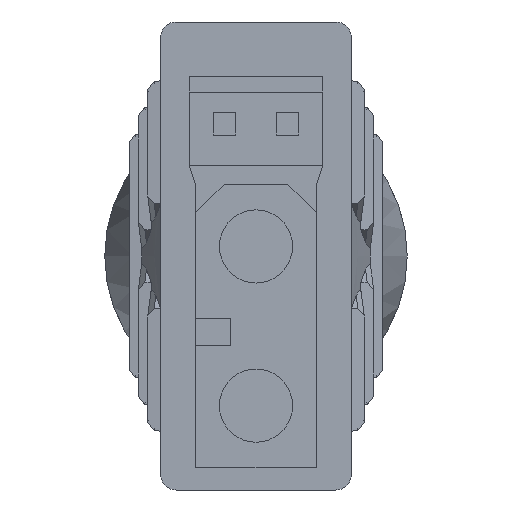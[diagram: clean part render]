
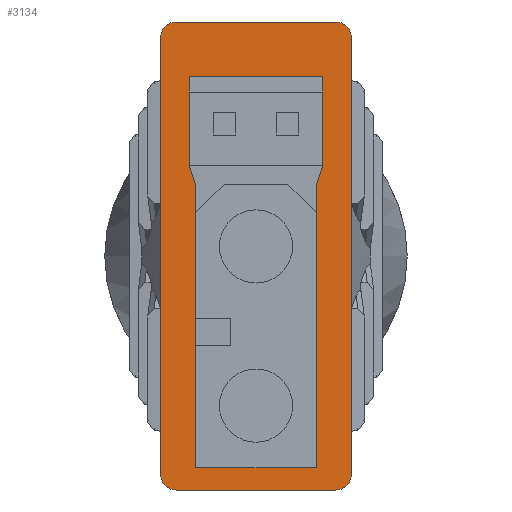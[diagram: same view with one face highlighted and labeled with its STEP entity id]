
A CAD part, left-side view. The second image highlights one B-rep face of the part: STEP entity #3134.
In plain terms, the highlighted planar face has unit normal (-1, 0, 0).
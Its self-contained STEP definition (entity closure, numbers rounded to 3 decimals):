
#73=FACE_BOUND('',#462,.T.);
#115=CIRCLE('',#3333,0.5);
#116=CIRCLE('',#3336,0.5);
#117=CIRCLE('',#3339,0.5);
#118=CIRCLE('',#3342,0.5);
#292=FACE_OUTER_BOUND('',#461,.T.);
#461=EDGE_LOOP('',(#2779,#2780,#2781,#2782,#2783,#2784,#2785,#2786));
#462=EDGE_LOOP('',(#2787,#2788,#2789,#2790,#2791,#2792,#2793,#2794));
#763=LINE('',#5424,#1131);
#770=LINE('',#5440,#1138);
#773=LINE('',#5449,#1141);
#811=LINE('',#5527,#1179);
#813=LINE('',#5531,#1181);
#816=LINE('',#5537,#1184);
#818=LINE('',#5541,#1186);
#824=LINE('',#5552,#1192);
#826=LINE('',#5556,#1194);
#828=LINE('',#5560,#1196);
#830=LINE('',#5563,#1198);
#831=LINE('',#5566,#1199);
#1131=VECTOR('',#4013,10.);
#1138=VECTOR('',#4026,10.);
#1141=VECTOR('',#4035,10.);
#1179=VECTOR('',#4093,10.);
#1181=VECTOR('',#4097,10.);
#1184=VECTOR('',#4104,10.);
#1186=VECTOR('',#4108,10.);
#1192=VECTOR('',#4122,10.);
#1194=VECTOR('',#4126,10.);
#1196=VECTOR('',#4130,10.);
#1198=VECTOR('',#4134,10.);
#1199=VECTOR('',#4139,10.);
#1448=VERTEX_POINT('',#5416);
#1449=VERTEX_POINT('',#5418);
#1450=VERTEX_POINT('',#5422);
#1455=VERTEX_POINT('',#5434);
#1456=VERTEX_POINT('',#5438);
#1457=VERTEX_POINT('',#5442);
#1458=VERTEX_POINT('',#5444);
#1459=VERTEX_POINT('',#5448);
#1488=VERTEX_POINT('',#5524);
#1489=VERTEX_POINT('',#5526);
#1490=VERTEX_POINT('',#5530);
#1491=VERTEX_POINT('',#5536);
#1492=VERTEX_POINT('',#5540);
#1493=VERTEX_POINT('',#5551);
#1494=VERTEX_POINT('',#5555);
#1495=VERTEX_POINT('',#5559);
#1862=EDGE_CURVE('',#1448,#1449,#115,.T.);
#1865=EDGE_CURVE('',#1448,#1450,#763,.T.);
#1870=EDGE_CURVE('',#1455,#1450,#116,.T.);
#1873=EDGE_CURVE('',#1455,#1456,#770,.T.);
#1875=EDGE_CURVE('',#1457,#1458,#117,.T.);
#1877=EDGE_CURVE('',#1459,#1458,#773,.T.);
#1879=EDGE_CURVE('',#1459,#1456,#118,.T.);
#1916=EDGE_CURVE('',#1489,#1488,#811,.T.);
#1918=EDGE_CURVE('',#1490,#1489,#813,.T.);
#1921=EDGE_CURVE('',#1491,#1490,#816,.T.);
#1923=EDGE_CURVE('',#1492,#1491,#818,.T.);
#1929=EDGE_CURVE('',#1493,#1492,#824,.T.);
#1931=EDGE_CURVE('',#1494,#1493,#826,.T.);
#1933=EDGE_CURVE('',#1495,#1494,#828,.T.);
#1935=EDGE_CURVE('',#1488,#1495,#830,.T.);
#1936=EDGE_CURVE('',#1457,#1449,#831,.T.);
#2779=ORIENTED_EDGE('',*,*,#1862,.F.);
#2780=ORIENTED_EDGE('',*,*,#1865,.T.);
#2781=ORIENTED_EDGE('',*,*,#1870,.F.);
#2782=ORIENTED_EDGE('',*,*,#1873,.T.);
#2783=ORIENTED_EDGE('',*,*,#1879,.F.);
#2784=ORIENTED_EDGE('',*,*,#1877,.T.);
#2785=ORIENTED_EDGE('',*,*,#1875,.F.);
#2786=ORIENTED_EDGE('',*,*,#1936,.T.);
#2787=ORIENTED_EDGE('',*,*,#1916,.T.);
#2788=ORIENTED_EDGE('',*,*,#1935,.T.);
#2789=ORIENTED_EDGE('',*,*,#1933,.T.);
#2790=ORIENTED_EDGE('',*,*,#1931,.T.);
#2791=ORIENTED_EDGE('',*,*,#1929,.T.);
#2792=ORIENTED_EDGE('',*,*,#1923,.T.);
#2793=ORIENTED_EDGE('',*,*,#1921,.T.);
#2794=ORIENTED_EDGE('',*,*,#1918,.T.);
#2973=PLANE('',#3364);
#3134=ADVANCED_FACE('',(#292,#73),#2973,.T.);
#3333=AXIS2_PLACEMENT_3D('',#5419,#4007,#4008);
#3336=AXIS2_PLACEMENT_3D('',#5435,#4020,#4021);
#3339=AXIS2_PLACEMENT_3D('',#5445,#4030,#4031);
#3342=AXIS2_PLACEMENT_3D('',#5452,#4039,#4040);
#3364=AXIS2_PLACEMENT_3D('',#5567,#4140,#4141);
#4007=DIRECTION('center_axis',(1.,0.,0.));
#4008=DIRECTION('ref_axis',(0.,0.707,-0.707));
#4013=DIRECTION('',(0.,-1.,0.));
#4020=DIRECTION('center_axis',(1.,0.,0.));
#4021=DIRECTION('ref_axis',(0.,-0.707,-0.707));
#4026=DIRECTION('',(0.,0.,1.));
#4030=DIRECTION('center_axis',(1.,0.,0.));
#4031=DIRECTION('ref_axis',(0.,0.707,0.707));
#4035=DIRECTION('',(0.,1.,0.));
#4039=DIRECTION('center_axis',(1.,0.,0.));
#4040=DIRECTION('ref_axis',(0.,-0.707,0.707));
#4093=DIRECTION('',(0.,1.,0.));
#4097=DIRECTION('',(0.,0.,-1.));
#4104=DIRECTION('',(0.,0.316,-0.949));
#4108=DIRECTION('',(0.,0.,-1.));
#4122=DIRECTION('',(0.,-1.,0.));
#4126=DIRECTION('',(0.,0.,1.));
#4130=DIRECTION('',(0.,0.316,0.949));
#4134=DIRECTION('',(0.,0.,1.));
#4139=DIRECTION('',(0.,0.,-1.));
#4140=DIRECTION('center_axis',(-1.,0.,0.));
#4141=DIRECTION('ref_axis',(0.,0.,1.));
#5416=CARTESIAN_POINT('',(2.15,4.6,-6.85));
#5418=CARTESIAN_POINT('',(2.15,5.1,-6.35));
#5419=CARTESIAN_POINT('Origin',(2.15,4.6,-6.35));
#5422=CARTESIAN_POINT('',(2.15,-0.4,-6.85));
#5424=CARTESIAN_POINT('',(2.15,5.1,-6.85));
#5434=CARTESIAN_POINT('',(2.15,-0.9,-6.35));
#5435=CARTESIAN_POINT('Origin',(2.15,-0.4,-6.35));
#5438=CARTESIAN_POINT('',(2.15,-0.9,7.35));
#5440=CARTESIAN_POINT('',(2.15,-0.9,-6.85));
#5442=CARTESIAN_POINT('',(2.15,5.1,7.35));
#5444=CARTESIAN_POINT('',(2.15,4.6,7.85));
#5445=CARTESIAN_POINT('Origin',(2.15,4.6,7.35));
#5448=CARTESIAN_POINT('',(2.15,-0.4,7.85));
#5449=CARTESIAN_POINT('',(2.15,-0.9,7.85));
#5452=CARTESIAN_POINT('Origin',(2.15,-0.4,7.35));
#5524=CARTESIAN_POINT('',(2.15,4.,-6.15));
#5526=CARTESIAN_POINT('',(2.15,0.2,-6.15));
#5527=CARTESIAN_POINT('',(2.15,0.2,-6.15));
#5530=CARTESIAN_POINT('',(2.15,0.2,2.75));
#5531=CARTESIAN_POINT('',(2.15,0.2,2.75));
#5536=CARTESIAN_POINT('',(2.15,0.,3.35));
#5537=CARTESIAN_POINT('',(2.15,0.,3.35));
#5540=CARTESIAN_POINT('',(2.15,0.,6.15));
#5541=CARTESIAN_POINT('',(2.15,0.,6.15));
#5551=CARTESIAN_POINT('',(2.15,4.2,6.15));
#5552=CARTESIAN_POINT('',(2.15,4.2,6.15));
#5555=CARTESIAN_POINT('',(2.15,4.2,3.35));
#5556=CARTESIAN_POINT('',(2.15,4.2,3.35));
#5559=CARTESIAN_POINT('',(2.15,4.,2.75));
#5560=CARTESIAN_POINT('',(2.15,4.,2.75));
#5563=CARTESIAN_POINT('',(2.15,4.,-6.15));
#5566=CARTESIAN_POINT('',(2.15,5.1,7.85));
#5567=CARTESIAN_POINT('Origin',(2.15,2.1,0.5));
